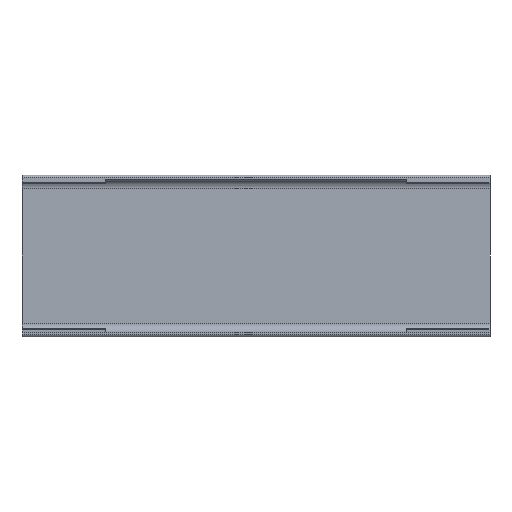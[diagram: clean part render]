
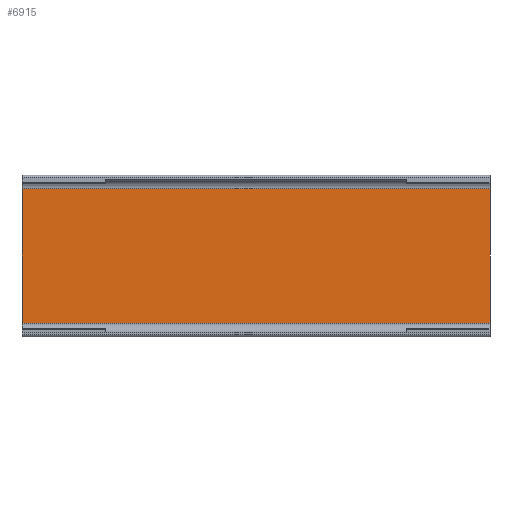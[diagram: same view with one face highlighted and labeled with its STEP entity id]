
A CAD part, front view. The second image highlights one B-rep face of the part: STEP entity #6915.
In plain terms, the highlighted planar face has unit normal (0, -1, 0).
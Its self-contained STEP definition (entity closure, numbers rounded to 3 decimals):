
#822=FACE_OUTER_BOUND('',#1229,.T.);
#1229=EDGE_LOOP('',(#6206,#6207,#6208,#6209));
#1945=LINE('',#12055,#2664);
#1946=LINE('',#12058,#2665);
#1947=LINE('',#12060,#2666);
#1948=LINE('',#12061,#2667);
#2664=VECTOR('',#8472,10.);
#2665=VECTOR('',#8475,10.);
#2666=VECTOR('',#8476,10.);
#2667=VECTOR('',#8477,10.);
#3328=VERTEX_POINT('',#12051);
#3329=VERTEX_POINT('',#12053);
#3330=VERTEX_POINT('',#12057);
#3331=VERTEX_POINT('',#12059);
#4309=EDGE_CURVE('',#3328,#3329,#1945,.T.);
#4310=EDGE_CURVE('',#3328,#3330,#1946,.T.);
#4311=EDGE_CURVE('',#3331,#3329,#1947,.T.);
#4312=EDGE_CURVE('',#3330,#3331,#1948,.T.);
#6206=ORIENTED_EDGE('',*,*,#4310,.F.);
#6207=ORIENTED_EDGE('',*,*,#4309,.T.);
#6208=ORIENTED_EDGE('',*,*,#4311,.F.);
#6209=ORIENTED_EDGE('',*,*,#4312,.F.);
#6549=PLANE('',#7216);
#6915=ADVANCED_FACE('',(#822),#6549,.T.);
#7216=AXIS2_PLACEMENT_3D('',#12056,#8473,#8474);
#8472=DIRECTION('',(-1.,0.,0.));
#8473=DIRECTION('center_axis',(0.,-1.,0.));
#8474=DIRECTION('ref_axis',(0.,0.,1.));
#8475=DIRECTION('',(0.,0.,-1.));
#8476=DIRECTION('',(0.,0.,1.));
#8477=DIRECTION('',(-1.,0.,0.));
#12051=CARTESIAN_POINT('',(0.,26.3,53.4));
#12053=CARTESIAN_POINT('',(-169.,26.3,53.4));
#12055=CARTESIAN_POINT('',(0.,26.3,53.4));
#12056=CARTESIAN_POINT('Origin',(0.,26.3,5.));
#12057=CARTESIAN_POINT('',(0.,26.3,5.));
#12058=CARTESIAN_POINT('',(0.,26.3,53.4));
#12059=CARTESIAN_POINT('',(-169.,26.3,5.));
#12060=CARTESIAN_POINT('',(-169.,26.3,53.4));
#12061=CARTESIAN_POINT('',(0.,26.3,5.));
